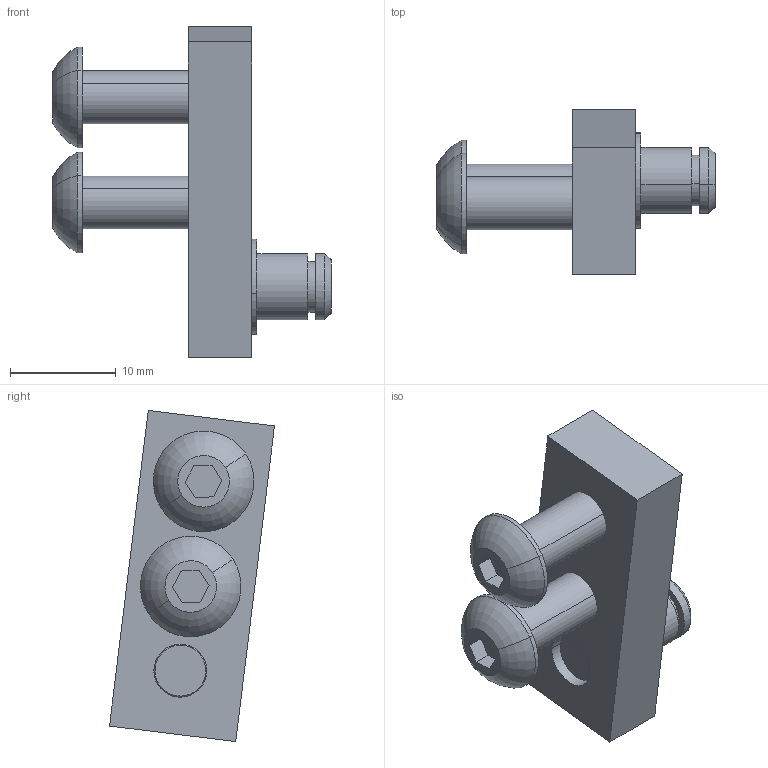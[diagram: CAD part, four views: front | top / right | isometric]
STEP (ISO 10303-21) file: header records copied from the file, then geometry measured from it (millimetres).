
FILE_DESCRIPTION (( 'STEP AP214' ), '1' );
FILE_NAME ('53835~0.STEP', '2020-06-23T06:36:10', ( '' ), ( '' ), 'SwSTEP 2.0', 'SolidWorks 2018', '' );
FILE_SCHEMA (( 'AUTOMOTIVE_DESIGN' ));
Length unit declared in the file: millimetre
Products named in the file (4): 53835~0; 53834~0_S; ISO7380~n_M05,0x016; 48565~1_S
Assembly tree (4 placements, depth 2):
  53835~0
    48565~1_S
    53834~0_S
    ISO7380~n_M05,0x016  x2
Bounding box: 26.25 x 15.57 x 31.24 mm (x, y, z)
Volume: 3122.2 mm3; surface area: 2667.6 mm2
Topology: 4 solids, 4 shells, 71 faces, 150 edges, 96 vertices
Faces by surface type: plane 33, cylinder 26, cone 8, torus 4
Entity records: 1698 total; most frequent: DIRECTION 286, CARTESIAN_POINT 244, ORIENTED_EDGE 224, AXIS2_PLACEMENT_3D 114, EDGE_CURVE 112, VERTEX_POINT 72, EDGE_LOOP 66, LINE 58
